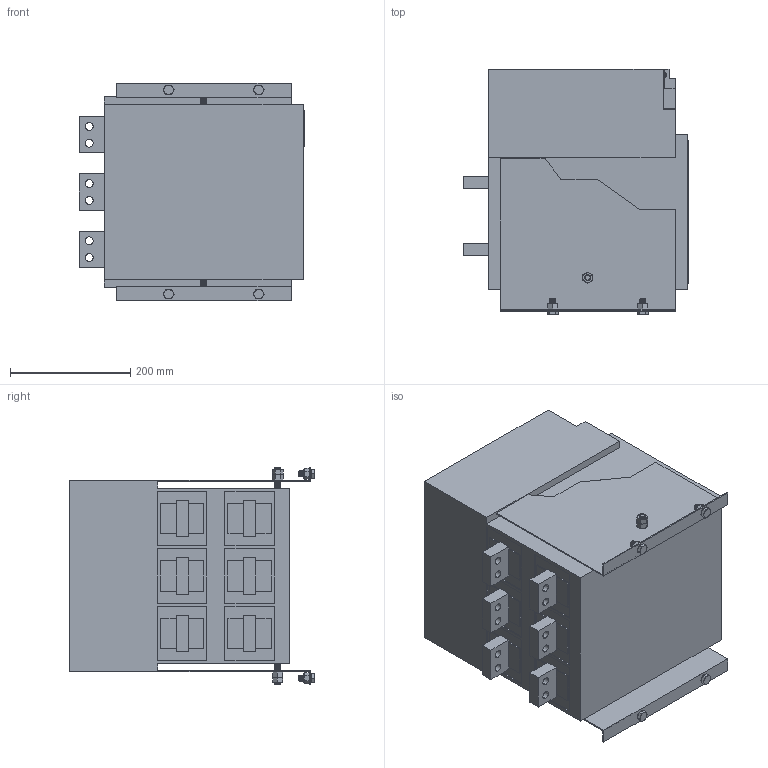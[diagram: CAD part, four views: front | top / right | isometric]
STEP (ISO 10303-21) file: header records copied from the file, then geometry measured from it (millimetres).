
FILE_DESCRIPTION (( 'STEP AP203' ), '1' );
FILE_NAME ('Âûêëþ÷àòåëè àâòîìàòè÷åñêèå ñåðèè ÂÀ-45 ñòàöèîíàðíûé 2000.STEP', '2016-11-02T19:32:18', ( '' ), ( '' ), 'SwSTEP 2.0', 'SolidWorks 2014', '' );
FILE_SCHEMA (( 'CONFIG_CONTROL_DESIGN' ));
Length unit declared in the file: millimetre
Products named in the file (6): hex nut gradec_din_Hexagon Nut ISO 4034 - M10 - N; Âûêëþ÷àòåëè àâòîìàòè÷åñêèå ñåðèè ÂÀ-45 ñòàöèîíàðíûé 2000; pan head cross recess screw_din_ISO 7045 - M4 x 5 - Z --- 5N; hex screw gradeab fine_din_ISO 8676 - M10x1 x 20-S; studbolt_din_DIN 976-1 -- M10 x 100  A--  S
Assembly tree (19 placements, depth 2):
  Âûêëþ÷àòåëè àâòîìàòè÷åñêèå ñåðèè ÂÀ-45 ñòàöèîíàðíûé 2000
    Âûêëþ÷àòåëè àâòîìàòè÷åñêèå ñåðèè ÂÀ-45 ñòàöèîíàðíûé 2000
    pan head cross recess screw_din_ISO 7045 - M4 x 5 - Z --- 5N  x4
    studbolt_din_DIN 976-1 -- M10 x 100  A--  S  x2
    hex nut gradec_din_Hexagon Nut ISO 4034 - M10 - N  x8
    hex screw gradeab fine_din_ISO 8676 - M10x1 x 20-S  x4
Bounding box: 376 x 408.4 x 362 mm (x, y, z)
Volume: 36277591.7 mm3; surface area: 1074671.2 mm2
Topology: 21 solids, 21 shells, 2164 faces, 5542 edges, 3456 vertices
Faces by surface type: cone 1024, plane 566, cylinder 542, torus 24, sphere 8
Entity records: 33240 total; most frequent: DIRECTION 5868, CARTESIAN_POINT 5734, ORIENTED_EDGE 5428, EDGE_CURVE 2714, AXIS2_PLACEMENT_3D 2139, VERTEX_POINT 1729, LINE 1590, VECTOR 1590
